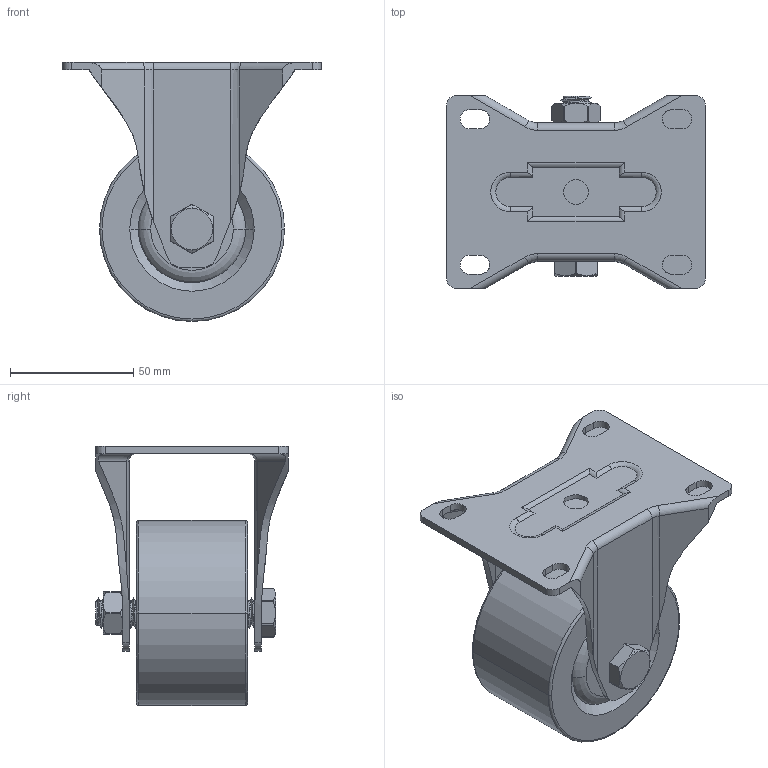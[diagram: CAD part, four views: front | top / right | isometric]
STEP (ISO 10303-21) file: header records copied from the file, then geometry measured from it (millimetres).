
FILE_DESCRIPTION((''),'2;1');
FILE_NAME('3CUN-DZX-DX_ASM','2021-03-27T',('Administrator'),(''),'PRO/ENGINEER BY PARAMETRIC TECHNOLOGY CORPORATION, 2013240','PRO/ENGINEER BY PARAMETRIC TECHNOLOGY CORPORATION, 2013240','');
FILE_SCHEMA(('CONFIG_CONTROL_DESIGN'));
Length unit declared in the file: millimetre
Products named in the file (5): LUNZI-75X45; 3CUN-DZX-DX; LUODING-71; LUOMAO-20; 3CUN-DZX-DX_ASM
Assembly tree (4 placements, depth 2):
  3CUN-DZX-DX_ASM
    LUNZI-75X45
    3CUN-DZX-DX
    LUODING-71
    LUOMAO-20
Bounding box: 105 x 78 x 105 mm (x, y, z)
Volume: 238420 mm3; surface area: 56819.3 mm2
Topology: 4 solids, 4 shells, 254 faces, 698 edges, 453 vertices
Faces by surface type: cylinder 135, plane 57, bspline 22, torus 19, cone 17, extrusion 4
Entity records: 14057 total; most frequent: CARTESIAN_POINT 7936, ORIENTED_EDGE 1388, DIRECTION 1066, EDGE_CURVE 694, VERTEX_POINT 451, AXIS2_PLACEMENT_3D 391, VECTOR 284, LINE 280
